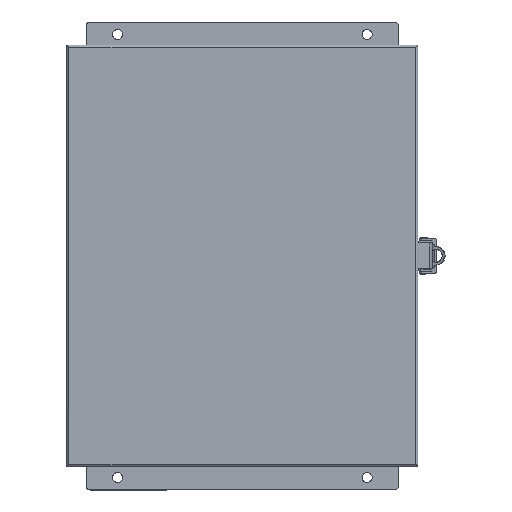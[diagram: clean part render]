
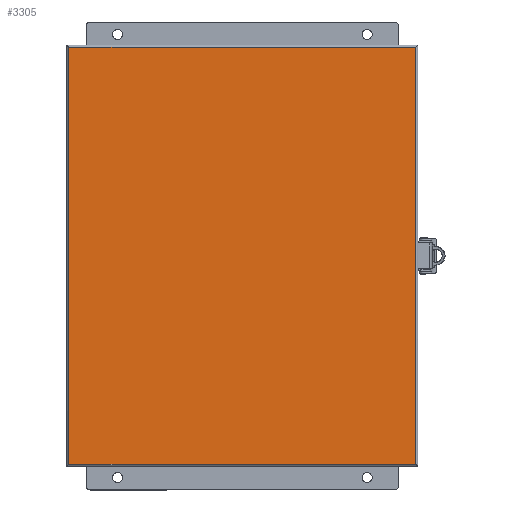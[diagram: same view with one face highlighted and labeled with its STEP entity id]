
A CAD part, top view. The second image highlights one B-rep face of the part: STEP entity #3305.
In plain terms, the highlighted planar face has unit normal (0, 0, 1).
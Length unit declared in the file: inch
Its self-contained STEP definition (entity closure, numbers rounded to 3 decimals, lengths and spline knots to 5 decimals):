
#440 = VERTEX_POINT ( 'NONE', #25068 ) ;
#3305 = ADVANCED_FACE ( 'NONE', ( #37942 ), #39635, .T. ) ;
#7251 = DIRECTION ( 'NONE',  ( 0., 1., 0. ) ) ;
#9208 = EDGE_CURVE ( 'NONE', #440, #31529, #19711, .T. ) ;
#10858 = AXIS2_PLACEMENT_3D ( 'NONE', #23558, #32760, #23690 ) ;
#10998 = ORIENTED_EDGE ( 'NONE', *, *, #18640, .F. ) ;
#11298 = DIRECTION ( 'NONE',  ( 0., -1., 0. ) ) ;
#11711 = EDGE_CURVE ( 'NONE', #27364, #15707, #23444, .T. ) ;
#13022 = ORIENTED_EDGE ( 'NONE', *, *, #18836, .F. ) ;
#14695 = LINE ( 'NONE', #22265, #31200 ) ;
#15698 = LINE ( 'NONE', #22535, #41229 ) ;
#15707 = VERTEX_POINT ( 'NONE', #39666 ) ;
#17311 = EDGE_LOOP ( 'NONE', ( #10998, #27883, #13022, #30771 ) ) ;
#18640 = EDGE_CURVE ( 'NONE', #31529, #27364, #14695, .T. ) ;
#18836 = EDGE_CURVE ( 'NONE', #15707, #440, #15698, .T. ) ;
#19711 = LINE ( 'NONE', #40198, #28666 ) ;
#21139 = CARTESIAN_POINT ( 'NONE',  ( -5.56, -6.685, 0. ) ) ;
#22265 = CARTESIAN_POINT ( 'NONE',  ( -5.625, -6.685, 0. ) ) ;
#22535 = CARTESIAN_POINT ( 'NONE',  ( 5.625, 6.685, 0. ) ) ;
#23444 = LINE ( 'NONE', #26472, #32444 ) ;
#23558 = CARTESIAN_POINT ( 'NONE',  ( 0., 0., 0. ) ) ;
#23690 = DIRECTION ( 'NONE',  ( 1., 0., 0. ) ) ;
#25035 = DIRECTION ( 'NONE',  ( -1., 0., 0. ) ) ;
#25068 = CARTESIAN_POINT ( 'NONE',  ( 5.56, 6.685, 0. ) ) ;
#26472 = CARTESIAN_POINT ( 'NONE',  ( -5.56, 6.685, 0. ) ) ;
#27364 = VERTEX_POINT ( 'NONE', #21139 ) ;
#27883 = ORIENTED_EDGE ( 'NONE', *, *, #9208, .F. ) ;
#28666 = VECTOR ( 'NONE', #11298, 39.37008 ) ;
#30771 = ORIENTED_EDGE ( 'NONE', *, *, #11711, .F. ) ;
#31200 = VECTOR ( 'NONE', #25035, 39.37008 ) ;
#31529 = VERTEX_POINT ( 'NONE', #33701 ) ;
#32444 = VECTOR ( 'NONE', #7251, 39.37008 ) ;
#32533 = DIRECTION ( 'NONE',  ( 1., 0., 0. ) ) ;
#32760 = DIRECTION ( 'NONE',  ( 0., 0., 1. ) ) ;
#33701 = CARTESIAN_POINT ( 'NONE',  ( 5.56, -6.685, 0. ) ) ;
#37942 = FACE_OUTER_BOUND ( 'NONE', #17311, .T. ) ;
#39635 = PLANE ( 'NONE',  #10858 ) ;
#39666 = CARTESIAN_POINT ( 'NONE',  ( -5.56, 6.685, 0. ) ) ;
#40198 = CARTESIAN_POINT ( 'NONE',  ( 5.56, -6.685, 0. ) ) ;
#41229 = VECTOR ( 'NONE', #32533, 39.37008 ) ;
